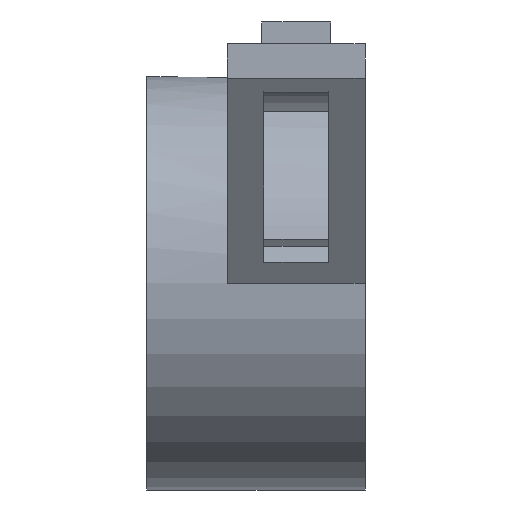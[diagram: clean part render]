
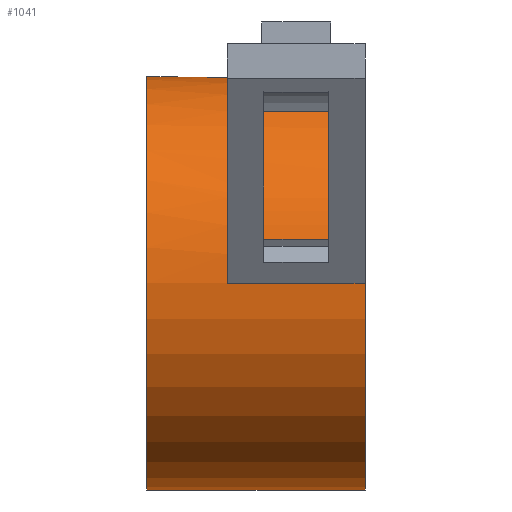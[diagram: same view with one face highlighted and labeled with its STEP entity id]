
A CAD part, front view. The second image highlights one B-rep face of the part: STEP entity #1041.
In plain terms, the highlighted cylindrical face has radius 18 mm (diameter 36 mm), a full revolution.
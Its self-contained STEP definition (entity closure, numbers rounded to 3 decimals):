
#106=FACE_OUTER_BOUND('',#166,.T.);
#166=EDGE_LOOP('',(#921,#922,#923,#924,#925,#926,#927,#928,#929,#930,#931,
#932,#933,#934,#935,#936,#937,#938,#939,#940,#941,#942,#943));
#187=LINE('',#1481,#287);
#191=LINE('',#1493,#291);
#196=LINE('',#1508,#296);
#202=LINE('',#1526,#302);
#228=LINE('',#1602,#328);
#243=LINE('',#1634,#343);
#245=LINE('',#1643,#345);
#246=LINE('',#1649,#346);
#252=LINE('',#1663,#352);
#260=LINE('',#1679,#360);
#279=LINE('',#1732,#379);
#287=VECTOR('',#1182,10.);
#291=VECTOR('',#1192,10.);
#296=VECTOR('',#1205,10.);
#302=VECTOR('',#1221,10.);
#328=VECTOR('',#1293,10.);
#343=VECTOR('',#1326,10.);
#345=VECTOR('',#1334,1.);
#346=VECTOR('',#1341,1.);
#352=VECTOR('',#1351,10.);
#360=VECTOR('',#1363,10.);
#379=VECTOR('',#1424,18.);
#406=CIRCLE('',#1106,18.);
#407=CIRCLE('',#1109,18.);
#408=CIRCLE('',#1112,18.);
#409=CIRCLE('',#1115,18.);
#417=CIRCLE('',#1135,18.);
#418=CIRCLE('',#1136,18.);
#419=CIRCLE('',#1137,18.);
#420=CIRCLE('',#1139,18.);
#421=CIRCLE('',#1140,18.);
#422=CIRCLE('',#1141,18.);
#424=CIRCLE('',#1148,18.);
#436=VERTEX_POINT('',#1474);
#439=VERTEX_POINT('',#1479);
#442=VERTEX_POINT('',#1489);
#444=VERTEX_POINT('',#1492);
#448=VERTEX_POINT('',#1504);
#450=VERTEX_POINT('',#1507);
#454=VERTEX_POINT('',#1519);
#457=VERTEX_POINT('',#1524);
#482=VERTEX_POINT('',#1594);
#484=VERTEX_POINT('',#1600);
#490=VERTEX_POINT('',#1620);
#492=VERTEX_POINT('',#1629);
#493=VERTEX_POINT('',#1636);
#496=VERTEX_POINT('',#1641);
#497=VERTEX_POINT('',#1645);
#498=VERTEX_POINT('',#1647);
#503=VERTEX_POINT('',#1660);
#504=VERTEX_POINT('',#1662);
#509=VERTEX_POINT('',#1675);
#510=VERTEX_POINT('',#1677);
#523=VERTEX_POINT('',#1731);
#539=EDGE_CURVE('',#439,#436,#187,.T.);
#544=EDGE_CURVE('',#442,#444,#191,.T.);
#551=EDGE_CURVE('',#448,#450,#196,.T.);
#560=EDGE_CURVE('',#457,#454,#202,.T.);
#595=EDGE_CURVE('',#442,#482,#406,.T.);
#598=EDGE_CURVE('',#482,#484,#228,.T.);
#600=EDGE_CURVE('',#484,#436,#407,.T.);
#608=EDGE_CURVE('',#490,#454,#408,.T.);
#614=EDGE_CURVE('',#448,#492,#409,.T.);
#616=EDGE_CURVE('',#492,#490,#243,.T.);
#620=EDGE_CURVE('',#496,#493,#245,.T.);
#623=EDGE_CURVE('',#498,#497,#246,.F.);
#629=EDGE_CURVE('',#504,#503,#252,.T.);
#637=EDGE_CURVE('',#509,#510,#260,.T.);
#651=EDGE_CURVE('',#497,#496,#417,.T.);
#652=EDGE_CURVE('',#503,#450,#418,.T.);
#653=EDGE_CURVE('',#439,#509,#419,.T.);
#654=EDGE_CURVE('',#504,#510,#420,.T.);
#655=EDGE_CURVE('',#493,#457,#421,.T.);
#656=EDGE_CURVE('',#444,#498,#422,.T.);
#666=EDGE_CURVE('',#503,#523,#279,.T.);
#667=EDGE_CURVE('',#523,#523,#424,.T.);
#921=ORIENTED_EDGE('',*,*,#653,.T.);
#922=ORIENTED_EDGE('',*,*,#637,.T.);
#923=ORIENTED_EDGE('',*,*,#654,.F.);
#924=ORIENTED_EDGE('',*,*,#629,.T.);
#925=ORIENTED_EDGE('',*,*,#666,.T.);
#926=ORIENTED_EDGE('',*,*,#667,.F.);
#927=ORIENTED_EDGE('',*,*,#666,.F.);
#928=ORIENTED_EDGE('',*,*,#652,.T.);
#929=ORIENTED_EDGE('',*,*,#551,.F.);
#930=ORIENTED_EDGE('',*,*,#614,.T.);
#931=ORIENTED_EDGE('',*,*,#616,.T.);
#932=ORIENTED_EDGE('',*,*,#608,.T.);
#933=ORIENTED_EDGE('',*,*,#560,.F.);
#934=ORIENTED_EDGE('',*,*,#655,.F.);
#935=ORIENTED_EDGE('',*,*,#620,.F.);
#936=ORIENTED_EDGE('',*,*,#651,.F.);
#937=ORIENTED_EDGE('',*,*,#623,.F.);
#938=ORIENTED_EDGE('',*,*,#656,.F.);
#939=ORIENTED_EDGE('',*,*,#544,.F.);
#940=ORIENTED_EDGE('',*,*,#595,.T.);
#941=ORIENTED_EDGE('',*,*,#598,.T.);
#942=ORIENTED_EDGE('',*,*,#600,.T.);
#943=ORIENTED_EDGE('',*,*,#539,.F.);
#994=CYLINDRICAL_SURFACE('',#1147,18.);
#1041=ADVANCED_FACE('',(#106),#994,.T.);
#1106=AXIS2_PLACEMENT_3D('',#1596,#1287,#1288);
#1109=AXIS2_PLACEMENT_3D('',#1605,#1297,#1298);
#1112=AXIS2_PLACEMENT_3D('',#1621,#1310,#1311);
#1115=AXIS2_PLACEMENT_3D('',#1631,#1321,#1322);
#1135=AXIS2_PLACEMENT_3D('',#1705,#1390,#1391);
#1136=AXIS2_PLACEMENT_3D('',#1706,#1392,#1393);
#1137=AXIS2_PLACEMENT_3D('',#1707,#1394,#1395);
#1139=AXIS2_PLACEMENT_3D('',#1709,#1398,#1399);
#1140=AXIS2_PLACEMENT_3D('',#1710,#1400,#1401);
#1141=AXIS2_PLACEMENT_3D('',#1711,#1402,#1403);
#1147=AXIS2_PLACEMENT_3D('',#1730,#1422,#1423);
#1148=AXIS2_PLACEMENT_3D('',#1733,#1425,#1426);
#1182=DIRECTION('',(1.,0.,0.));
#1192=DIRECTION('',(1.,0.,0.));
#1205=DIRECTION('',(-1.,0.,0.));
#1221=DIRECTION('',(-1.,0.,0.));
#1287=DIRECTION('center_axis',(-1.,0.,0.));
#1288=DIRECTION('ref_axis',(0.,1.,0.));
#1293=DIRECTION('',(-1.,0.,0.));
#1297=DIRECTION('center_axis',(1.,0.,0.));
#1298=DIRECTION('ref_axis',(0.,1.,0.));
#1310=DIRECTION('center_axis',(-1.,0.,0.));
#1311=DIRECTION('ref_axis',(0.,1.,0.));
#1321=DIRECTION('center_axis',(1.,0.,0.));
#1322=DIRECTION('ref_axis',(0.,1.,0.));
#1326=DIRECTION('',(1.,0.,0.));
#1334=DIRECTION('',(1.,0.,0.));
#1341=DIRECTION('',(1.,0.,0.));
#1351=DIRECTION('',(-1.,0.,0.));
#1363=DIRECTION('',(1.,0.,0.));
#1390=DIRECTION('center_axis',(1.,0.,0.));
#1391=DIRECTION('ref_axis',(0.,0.556,0.831));
#1392=DIRECTION('center_axis',(-1.,0.,0.));
#1393=DIRECTION('ref_axis',(0.,1.,0.));
#1394=DIRECTION('center_axis',(-1.,0.,0.));
#1395=DIRECTION('ref_axis',(0.,1.,0.));
#1398=DIRECTION('center_axis',(1.,0.,0.));
#1399=DIRECTION('ref_axis',(0.,1.,0.));
#1400=DIRECTION('center_axis',(1.,0.,0.));
#1401=DIRECTION('ref_axis',(0.,1.,0.));
#1402=DIRECTION('center_axis',(1.,0.,0.));
#1403=DIRECTION('ref_axis',(0.,1.,0.));
#1422=DIRECTION('center_axis',(1.,0.,0.));
#1423=DIRECTION('ref_axis',(0.,1.,0.));
#1424=DIRECTION('',(-1.,0.,0.));
#1425=DIRECTION('center_axis',(-1.,0.,0.));
#1426=DIRECTION('ref_axis',(0.,1.,0.));
#1474=CARTESIAN_POINT('',(8.175,16.38,7.462));
#1479=CARTESIAN_POINT('',(5.,16.38,7.462));
#1481=CARTESIAN_POINT('',(0.,16.38,7.462));
#1489=CARTESIAN_POINT('',(13.825,16.38,7.462));
#1492=CARTESIAN_POINT('',(17.,16.38,7.462));
#1493=CARTESIAN_POINT('',(0.,16.38,7.462));
#1504=CARTESIAN_POINT('',(8.175,-16.38,7.462));
#1507=CARTESIAN_POINT('',(5.,-16.38,7.462));
#1508=CARTESIAN_POINT('',(0.,-16.38,7.462));
#1519=CARTESIAN_POINT('',(13.825,-16.38,7.462));
#1524=CARTESIAN_POINT('',(17.,-16.38,7.462));
#1526=CARTESIAN_POINT('',(0.,-16.38,7.462));
#1594=CARTESIAN_POINT('',(13.825,17.587,3.835));
#1596=CARTESIAN_POINT('Origin',(13.825,0.,0.));
#1600=CARTESIAN_POINT('',(8.175,17.587,3.835));
#1602=CARTESIAN_POINT('',(0.,17.587,3.835));
#1605=CARTESIAN_POINT('Origin',(8.175,0.,0.));
#1620=CARTESIAN_POINT('',(13.825,-17.587,3.835));
#1621=CARTESIAN_POINT('Origin',(13.825,0.,0.));
#1629=CARTESIAN_POINT('',(8.175,-17.587,3.835));
#1631=CARTESIAN_POINT('Origin',(8.175,0.,0.));
#1634=CARTESIAN_POINT('',(0.,-17.587,3.835));
#1636=CARTESIAN_POINT('',(17.,-10.,14.967));
#1641=CARTESIAN_POINT('',(5.,-10.,14.967));
#1643=CARTESIAN_POINT('',(5.,-10.,14.967));
#1645=CARTESIAN_POINT('',(5.,10.,14.967));
#1647=CARTESIAN_POINT('',(17.,10.,14.967));
#1649=CARTESIAN_POINT('',(5.,10.,14.967));
#1660=CARTESIAN_POINT('',(5.,-18.,0.));
#1662=CARTESIAN_POINT('',(17.,-18.,0.));
#1663=CARTESIAN_POINT('',(0.,-18.,0.));
#1675=CARTESIAN_POINT('',(5.,18.,0.));
#1677=CARTESIAN_POINT('',(17.,18.,0.));
#1679=CARTESIAN_POINT('',(0.,18.,0.));
#1705=CARTESIAN_POINT('Origin',(5.,0.,0.));
#1706=CARTESIAN_POINT('Origin',(5.,0.,0.));
#1707=CARTESIAN_POINT('Origin',(5.,0.,0.));
#1709=CARTESIAN_POINT('Origin',(17.,0.,0.));
#1710=CARTESIAN_POINT('Origin',(17.,0.,0.));
#1711=CARTESIAN_POINT('Origin',(17.,0.,0.));
#1730=CARTESIAN_POINT('Origin',(0.,0.,0.));
#1731=CARTESIAN_POINT('',(-2.,-18.,0.));
#1732=CARTESIAN_POINT('',(0.,-18.,0.));
#1733=CARTESIAN_POINT('Origin',(-2.,0.,0.));
